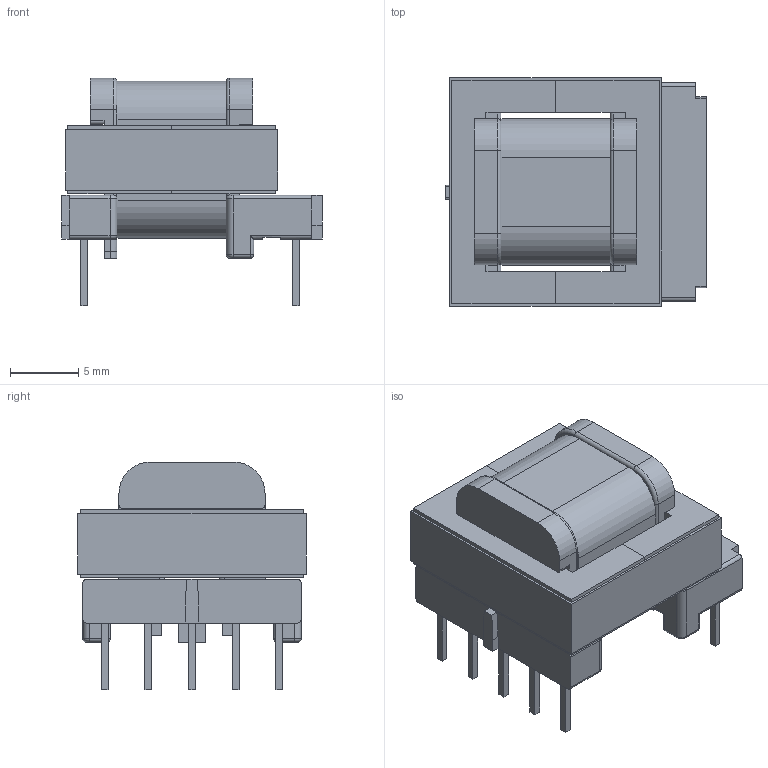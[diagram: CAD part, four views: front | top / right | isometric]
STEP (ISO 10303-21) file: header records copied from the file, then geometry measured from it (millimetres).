
FILE_DESCRIPTION(/* description */ ('Unknown'),/* implementation_level */ '2;1');
FILE_NAME(/* name */ 'T_Wurth_WE-OLTI-EE16_7_5_750344367',/* time_stamp */ '2025-10-17T10:59:50+08:00',/* author */ ('Unknown'),/* organization */ ('Unknown'),/* preprocessor_version */ 'ST-DEVELOPER v19.4',/* originating_system */ 'Solid Edge',/* authorisation */ 'Unknown');
FILE_SCHEMA (('AUTOMOTIVE_DESIGN {1 0 10303 214 3 1 1}'));
Length unit declared in the file: millimetre
Products named in the file (2): T_Wurth_WE-OLTI-EE16_7_5_750344367
Assembly tree (1 placements, depth 2):
  T_Wurth_WE-OLTI-EE16_7_5_750344367
    T_Wurth_WE-OLTI-EE16_7_5_750344367
Bounding box: 19.07 x 16.72 x 16.69 mm (x, y, z)
Volume: 2360.2 mm3; surface area: 3765.5 mm2
Topology: 5 solids, 5 shells, 376 faces, 982 edges, 620 vertices
Faces by surface type: plane 206, cylinder 118, torus 42, bspline 6, sphere 4
Entity records: 13841 total; most frequent: CARTESIAN_POINT 2408, ORIENTED_EDGE 1956, DIRECTION 1856, EDGE_CURVE 978, LINE 644, VECTOR 644, VERTEX_POINT 620, AXIS2_PLACEMENT_3D 606
